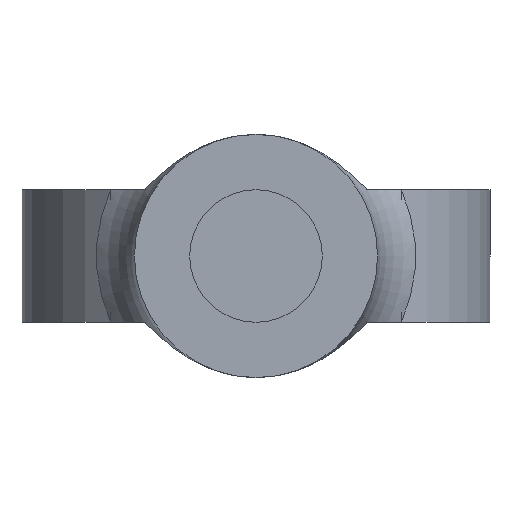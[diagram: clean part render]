
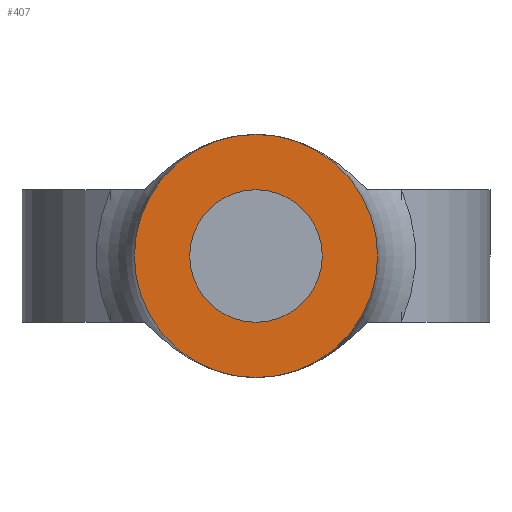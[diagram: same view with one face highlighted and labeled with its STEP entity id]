
A CAD part, front view. The second image highlights one B-rep face of the part: STEP entity #407.
In plain terms, the highlighted planar face has unit normal (0, -1, 0).
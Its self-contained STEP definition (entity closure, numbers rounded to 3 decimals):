
#11 = FACE_BOUND ( 'NONE', #97, .T. ) ;
#14 = AXIS2_PLACEMENT_3D ( 'NONE', #59, #552, #182 ) ;
#35 = AXIS2_PLACEMENT_3D ( 'NONE', #682, #331, #211 ) ;
#36 = ORIENTED_EDGE ( 'NONE', *, *, #161, .F. ) ;
#59 = CARTESIAN_POINT ( 'NONE',  ( 0., -14.5, 0. ) ) ;
#87 = AXIS2_PLACEMENT_3D ( 'NONE', #613, #300, #675 ) ;
#97 = EDGE_LOOP ( 'NONE', ( #476, #323 ) ) ;
#141 = CIRCLE ( 'NONE', #87, 1.5 ) ;
#161 = EDGE_CURVE ( 'NONE', #167, #433, #635, .T. ) ;
#166 = DIRECTION ( 'NONE',  ( 0., 0., -1. ) ) ;
#167 = VERTEX_POINT ( 'NONE', #478 ) ;
#168 = PLANE ( 'NONE',  #189 ) ;
#182 = DIRECTION ( 'NONE',  ( 0., 0., 1. ) ) ;
#189 = AXIS2_PLACEMENT_3D ( 'NONE', #602, #233, #441 ) ;
#204 = VERTEX_POINT ( 'NONE', #485 ) ;
#211 = DIRECTION ( 'NONE',  ( 0., 0., 1. ) ) ;
#224 = CARTESIAN_POINT ( 'NONE',  ( 0., -14.5, -1.5 ) ) ;
#233 = DIRECTION ( 'NONE',  ( 0., 1., 0. ) ) ;
#234 = CIRCLE ( 'NONE', #14, 2.75 ) ;
#237 = DIRECTION ( 'NONE',  ( 0., -1., 0. ) ) ;
#240 = EDGE_CURVE ( 'NONE', #433, #167, #234, .T. ) ;
#275 = EDGE_CURVE ( 'NONE', #540, #204, #566, .T. ) ;
#300 = DIRECTION ( 'NONE',  ( 0., -1., 0. ) ) ;
#318 = AXIS2_PLACEMENT_3D ( 'NONE', #539, #237, #166 ) ;
#323 = ORIENTED_EDGE ( 'NONE', *, *, #668, .F. ) ;
#331 = DIRECTION ( 'NONE',  ( 0., 1., 0. ) ) ;
#341 = CARTESIAN_POINT ( 'NONE',  ( 0., -14.5, 2.75 ) ) ;
#374 = ORIENTED_EDGE ( 'NONE', *, *, #240, .F. ) ;
#387 = EDGE_LOOP ( 'NONE', ( #374, #36 ) ) ;
#407 = ADVANCED_FACE ( 'NONE', ( #11, #502 ), #168, .F. ) ;
#433 = VERTEX_POINT ( 'NONE', #341 ) ;
#441 = DIRECTION ( 'NONE',  ( 0., 0., 1. ) ) ;
#476 = ORIENTED_EDGE ( 'NONE', *, *, #275, .F. ) ;
#478 = CARTESIAN_POINT ( 'NONE',  ( 0., -14.5, -2.75 ) ) ;
#485 = CARTESIAN_POINT ( 'NONE',  ( 0., -14.5, 1.5 ) ) ;
#502 = FACE_OUTER_BOUND ( 'NONE', #387, .T. ) ;
#539 = CARTESIAN_POINT ( 'NONE',  ( 0., -14.5, 0. ) ) ;
#540 = VERTEX_POINT ( 'NONE', #224 ) ;
#552 = DIRECTION ( 'NONE',  ( 0., 1., 0. ) ) ;
#566 = CIRCLE ( 'NONE', #318, 1.5 ) ;
#602 = CARTESIAN_POINT ( 'NONE',  ( 0., -14.5, 0. ) ) ;
#613 = CARTESIAN_POINT ( 'NONE',  ( 0., -14.5, 0. ) ) ;
#635 = CIRCLE ( 'NONE', #35, 2.75 ) ;
#668 = EDGE_CURVE ( 'NONE', #204, #540, #141, .T. ) ;
#675 = DIRECTION ( 'NONE',  ( 0., 0., -1. ) ) ;
#682 = CARTESIAN_POINT ( 'NONE',  ( 0., -14.5, 0. ) ) ;
